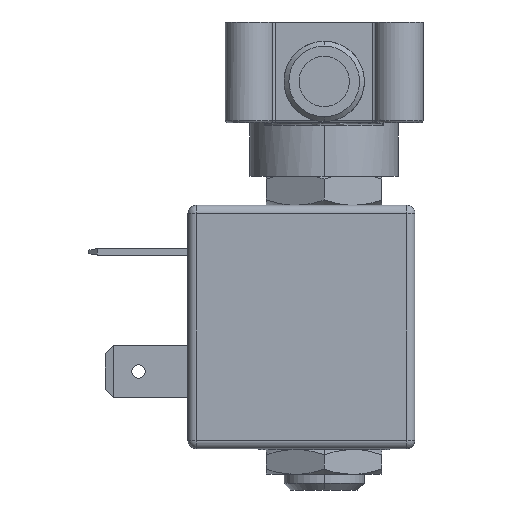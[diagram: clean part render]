
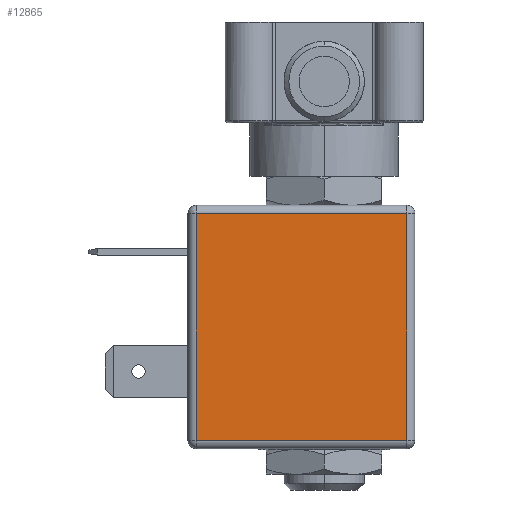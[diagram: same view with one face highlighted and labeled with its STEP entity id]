
A CAD part, left-side view. The second image highlights one B-rep face of the part: STEP entity #12865.
In plain terms, the highlighted face is planar.
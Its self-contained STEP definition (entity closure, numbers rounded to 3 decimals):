
#11199=DIRECTION('',(0.,0.,1.));
#11200=VECTOR('',#11199,27.5);
#11201=CARTESIAN_POINT('',(15.5,-11.,-1.5));
#11202=LINE('',#11201,#11200);
#11206=DIRECTION('',(1.,0.,0.));
#11207=VECTOR('',#11206,25.5);
#11208=CARTESIAN_POINT('',(-10.,-11.,-1.5));
#11209=LINE('',#11208,#11207);
#11213=DIRECTION('',(0.,0.,-1.));
#11214=VECTOR('',#11213,27.5);
#11215=CARTESIAN_POINT('',(-10.,-11.,26.));
#11216=LINE('',#11215,#11214);
#11220=DIRECTION('',(-1.,0.,0.));
#11221=VECTOR('',#11220,25.5);
#11222=CARTESIAN_POINT('',(15.5,-11.,26.));
#11223=LINE('',#11222,#11221);
#12325=CARTESIAN_POINT('',(15.5,-11.,-1.5));
#12326=VERTEX_POINT('',#12325);
#12327=CARTESIAN_POINT('',(15.5,-11.,26.));
#12328=VERTEX_POINT('',#12327);
#12349=CARTESIAN_POINT('',(-10.,-11.,26.));
#12350=VERTEX_POINT('',#12349);
#12351=CARTESIAN_POINT('',(-10.,-11.,-1.5));
#12352=VERTEX_POINT('',#12351);
#12853=CARTESIAN_POINT('',(0.,-11.,27.));
#12854=DIRECTION('',(0.,1.,0.));
#12855=DIRECTION('',(-1.,0.,0.));
#12856=AXIS2_PLACEMENT_3D('',#12853,#12854,#12855);
#12857=PLANE('',#12856);
#12858=ORIENTED_EDGE('',*,*,#12844,.F.);
#12859=ORIENTED_EDGE('',*,*,#12639,.F.);
#12861=ORIENTED_EDGE('',*,*,#12860,.F.);
#12862=ORIENTED_EDGE('',*,*,#12819,.F.);
#12863=EDGE_LOOP('',(#12858,#12859,#12861,#12862));
#12864=FACE_OUTER_BOUND('',#12863,.F.);
#12639=EDGE_CURVE('',#12352,#12326,#11209,.T.);
#12819=EDGE_CURVE('',#12328,#12350,#11223,.T.);
#12844=EDGE_CURVE('',#12326,#12328,#11202,.T.);
#12860=EDGE_CURVE('',#12350,#12352,#11216,.T.);
#12865=ADVANCED_FACE('',(#12864),#12857,.F.);
